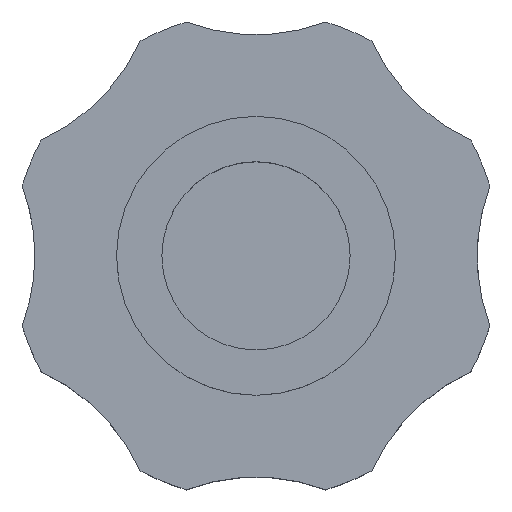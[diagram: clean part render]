
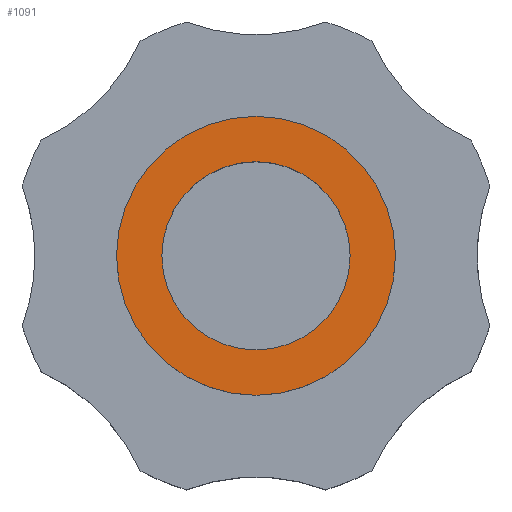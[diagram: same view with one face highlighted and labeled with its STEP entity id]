
A CAD part, top view. The second image highlights one B-rep face of the part: STEP entity #1091.
In plain terms, the highlighted planar face has unit normal (0, 0, 1).
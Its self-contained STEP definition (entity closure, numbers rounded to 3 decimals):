
#26 = EDGE_LOOP ( 'NONE', ( #155, #409 ) ) ;
#30 = AXIS2_PLACEMENT_3D ( 'NONE', #871, #890, #265 ) ;
#79 = DIRECTION ( 'NONE',  ( 0., 0., 1. ) ) ;
#122 = CARTESIAN_POINT ( 'NONE',  ( -4., 0., 6. ) ) ;
#155 = ORIENTED_EDGE ( 'NONE', *, *, #952, .F. ) ;
#208 = CARTESIAN_POINT ( 'NONE',  ( 0., 0., 6. ) ) ;
#253 = CARTESIAN_POINT ( 'NONE',  ( -2.7, 0., 6. ) ) ;
#265 = DIRECTION ( 'NONE',  ( 1., 0., 0. ) ) ;
#336 = VERTEX_POINT ( 'NONE', #1237 ) ;
#342 = VERTEX_POINT ( 'NONE', #253 ) ;
#361 = DIRECTION ( 'NONE',  ( 1., 0., 0. ) ) ;
#382 = DIRECTION ( 'NONE',  ( 0., 0., 1. ) ) ;
#395 = AXIS2_PLACEMENT_3D ( 'NONE', #208, #1221, #808 ) ;
#409 = ORIENTED_EDGE ( 'NONE', *, *, #1197, .F. ) ;
#463 = DIRECTION ( 'NONE',  ( 1., 0., 0. ) ) ;
#464 = CARTESIAN_POINT ( 'NONE',  ( 4., 0., 6. ) ) ;
#469 = CARTESIAN_POINT ( 'NONE',  ( 0., 0., 6. ) ) ;
#476 = EDGE_CURVE ( 'NONE', #909, #1226, #1253, .T. ) ;
#562 = EDGE_CURVE ( 'NONE', #1226, #909, #1212, .T. ) ;
#596 = AXIS2_PLACEMENT_3D ( 'NONE', #993, #79, #1181 ) ;
#692 = PLANE ( 'NONE',  #865 ) ;
#733 = CIRCLE ( 'NONE', #395, 2.7 ) ;
#749 = CIRCLE ( 'NONE', #596, 2.7 ) ;
#802 = ORIENTED_EDGE ( 'NONE', *, *, #562, .T. ) ;
#808 = DIRECTION ( 'NONE',  ( 1., 0., 0. ) ) ;
#865 = AXIS2_PLACEMENT_3D ( 'NONE', #1185, #382, #463 ) ;
#871 = CARTESIAN_POINT ( 'NONE',  ( 0., 0., 6. ) ) ;
#890 = DIRECTION ( 'NONE',  ( 0., 0., 1. ) ) ;
#897 = FACE_BOUND ( 'NONE', #26, .T. ) ;
#909 = VERTEX_POINT ( 'NONE', #464 ) ;
#924 = AXIS2_PLACEMENT_3D ( 'NONE', #469, #1281, #361 ) ;
#952 = EDGE_CURVE ( 'NONE', #336, #342, #749, .T. ) ;
#988 = FACE_OUTER_BOUND ( 'NONE', #1054, .T. ) ;
#993 = CARTESIAN_POINT ( 'NONE',  ( 0., 0., 6. ) ) ;
#1054 = EDGE_LOOP ( 'NONE', ( #802, #1133 ) ) ;
#1091 = ADVANCED_FACE ( 'NONE', ( #897, #988 ), #692, .T. ) ;
#1133 = ORIENTED_EDGE ( 'NONE', *, *, #476, .T. ) ;
#1181 = DIRECTION ( 'NONE',  ( 1., 0., 0. ) ) ;
#1185 = CARTESIAN_POINT ( 'NONE',  ( 0., 0., 6. ) ) ;
#1197 = EDGE_CURVE ( 'NONE', #342, #336, #733, .T. ) ;
#1212 = CIRCLE ( 'NONE', #30, 4. ) ;
#1221 = DIRECTION ( 'NONE',  ( 0., 0., 1. ) ) ;
#1226 = VERTEX_POINT ( 'NONE', #122 ) ;
#1237 = CARTESIAN_POINT ( 'NONE',  ( 2.7, 0., 6. ) ) ;
#1253 = CIRCLE ( 'NONE', #924, 4. ) ;
#1281 = DIRECTION ( 'NONE',  ( 0., 0., 1. ) ) ;
